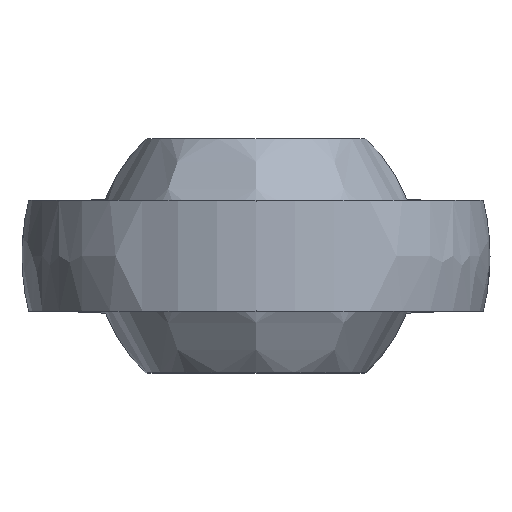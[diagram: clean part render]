
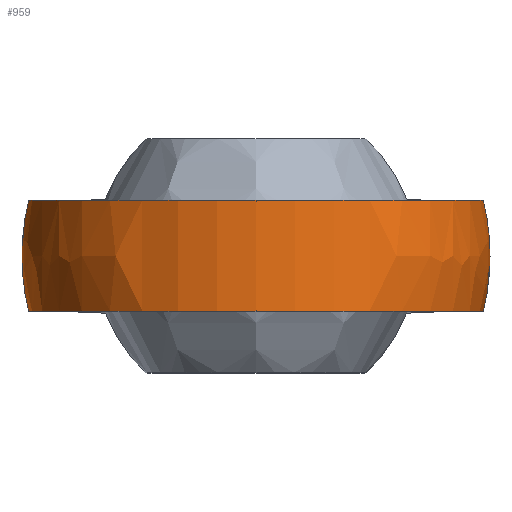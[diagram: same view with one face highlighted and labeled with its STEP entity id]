
A CAD part, top view. The second image highlights one B-rep face of the part: STEP entity #959.
In plain terms, the highlighted free-form (B-spline) face has degree [3, 3] with [4, 4] control points.
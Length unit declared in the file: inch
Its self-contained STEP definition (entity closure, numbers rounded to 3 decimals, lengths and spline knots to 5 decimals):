
#1 = CARTESIAN_POINT ( 'NONE',  ( 0.375, -0.75, 0. ) ) ;
#45 = ORIENTED_EDGE ( 'NONE', *, *, #463, .T. ) ;
#63 = VERTEX_POINT ( 'NONE', #248 ) ;
#76 = CARTESIAN_POINT ( 'NONE',  ( 0., 0., 0. ) ) ;
#79 = DIRECTION ( 'NONE',  ( 0., 0., 1. ) ) ;
#87 = AXIS2_PLACEMENT_3D ( 'NONE', #904, #519, #517 ) ;
#100 = CARTESIAN_POINT ( 'NONE',  ( 0.375, 0., 0. ) ) ;
#104 = CARTESIAN_POINT ( 'NONE',  ( -0.375, 0.75, 0. ) ) ;
#112 = ORIENTED_EDGE ( 'NONE', *, *, #411, .T. ) ;
#117 = AXIS2_PLACEMENT_3D ( 'NONE', #984, #902, #723 ) ;
#119 = DIRECTION ( 'NONE',  ( 0., -1., 0. ) ) ;
#137 = CARTESIAN_POINT ( 'NONE',  ( 0.36429, -0.08897, 0. ) ) ;
#146 = VERTEX_POINT ( 'NONE', #137 ) ;
#173 = AXIS2_PLACEMENT_3D ( 'NONE', #742, #562, #1012 ) ;
#193 = CARTESIAN_POINT ( 'NONE',  ( 0., 0.08897, 0. ) ) ;
#200 = EDGE_CURVE ( 'NONE', #760, #339, #322, .T. ) ;
#207 = FACE_OUTER_BOUND ( 'NONE', #799, .T. ) ;
#209 = DIRECTION ( 'NONE',  ( 1., 0., 0. ) ) ;
#220 = AXIS2_PLACEMENT_3D ( 'NONE', #76, #79, #700 ) ;
#236 = AXIS2_PLACEMENT_3D ( 'NONE', #1115, #558, #209 ) ;
#248 = CARTESIAN_POINT ( 'NONE',  ( 0.375, 0., 0. ) ) ;
#251 = ORIENTED_EDGE ( 'NONE', *, *, #535, .T. ) ;
#256 = EDGE_CURVE ( 'NONE', #635, #339, #584, .T. ) ;
#259 = DIRECTION ( 'NONE',  ( 1., 0., 0. ) ) ;
#261 = ORIENTED_EDGE ( 'NONE', *, *, #891, .T. ) ;
#284 = CARTESIAN_POINT ( 'NONE',  ( 0.375, 0., 0. ) ) ;
#292 = CARTESIAN_POINT ( 'NONE',  ( -0.375, 0., 0. ) ) ;
#322 = CIRCLE ( 'NONE', #843, 0.375 ) ;
#339 = VERTEX_POINT ( 'NONE', #1117 ) ;
#341 = CIRCLE ( 'NONE', #236, 0.375 ) ;
#351 = CARTESIAN_POINT ( 'NONE',  ( 0., -0.08897, 0.36429 ) ) ;
#362 = CARTESIAN_POINT ( 'NONE',  ( -0.375, 0.75, 1.5 ) ) ;
#411 = EDGE_CURVE ( 'NONE', #420, #673, #425, .T. ) ;
#420 = VERTEX_POINT ( 'NONE', #991 ) ;
#421 = ORIENTED_EDGE ( 'NONE', *, *, #256, .T. ) ;
#423 = EDGE_CURVE ( 'NONE', #63, #420, #1049, .T. ) ;
#425 = CIRCLE ( 'NONE', #87, 0.36429 ) ;
#441 = DIRECTION ( 'NONE',  ( 0., 1., 0. ) ) ;
#442 = CARTESIAN_POINT ( 'NONE',  ( 0.375, 0.75, 1.5 ) ) ;
#455 = VERTEX_POINT ( 'NONE', #351 ) ;
#457 = ORIENTED_EDGE ( 'NONE', *, *, #200, .F. ) ;
#463 = EDGE_CURVE ( 'NONE', #455, #146, #549, .T. ) ;
#517 = DIRECTION ( 'NONE',  ( 0., 0., 1. ) ) ;
#519 = DIRECTION ( 'NONE',  ( 0., -1., 0. ) ) ;
#532 = CARTESIAN_POINT ( 'NONE',  ( 0.375, -0.75, 1.5 ) ) ;
#535 = EDGE_CURVE ( 'NONE', #673, #635, #861, .T. ) ;
#549 = CIRCLE ( 'NONE', #553, 0.36429 ) ;
#553 = AXIS2_PLACEMENT_3D ( 'NONE', #899, #441, #620 ) ;
#558 = DIRECTION ( 'NONE',  ( 0., 0., -1. ) ) ;
#562 = DIRECTION ( 'NONE',  ( 0., 0., 1. ) ) ;
#584 = CIRCLE ( 'NONE', #173, 0.375 ) ;
#620 = DIRECTION ( 'NONE',  ( 0., 0., -1. ) ) ;
#621 = ORIENTED_EDGE ( 'NONE', *, *, #423, .T. ) ;
#623 = DIRECTION ( 'NONE',  ( 0., 0., -1. ) ) ;
#635 = VERTEX_POINT ( 'NONE', #925 ) ;
#660 = CARTESIAN_POINT ( 'NONE',  ( 0., 0.08897, 0.36429 ) ) ;
#661 = CARTESIAN_POINT ( 'NONE',  ( -0.375, 0., 0. ) ) ;
#673 = VERTEX_POINT ( 'NONE', #660 ) ;
#699 =( BOUNDED_SURFACE ( )  B_SPLINE_SURFACE ( 3, 3, ( 
 ( #100, #823, #1094, #284 ),
 ( #1099, #442, #532, #1 ),
 ( #104, #362, #818, #1105 ),
 ( #1026, #292, #661, #731 ) ),
 .UNSPECIFIED., .F., .F., .T. ) 
 B_SPLINE_SURFACE_WITH_KNOTS ( ( 4, 4 ),
 ( 4, 4 ),
 ( 0., 1. ),
 ( 0., 1. ),
 .UNSPECIFIED. ) 
 GEOMETRIC_REPRESENTATION_ITEM ( )  RATIONAL_B_SPLINE_SURFACE ( (
 ( 1., 0.333, 0.333, 1.),
 ( 0.333, 0.111, 0.111, 0.333),
 ( 0.333, 0.111, 0.111, 0.333),
 ( 1., 0.333, 0.333, 1.) ) ) 
 REPRESENTATION_ITEM ( '' )  SURFACE ( )  );
#700 = DIRECTION ( 'NONE',  ( 1., 0., 0. ) ) ;
#723 = DIRECTION ( 'NONE',  ( 0., 0., -1. ) ) ;
#731 = CARTESIAN_POINT ( 'NONE',  ( -0.375, 0., 0. ) ) ;
#742 = CARTESIAN_POINT ( 'NONE',  ( 0., 0., 0. ) ) ;
#760 = VERTEX_POINT ( 'NONE', #1129 ) ;
#767 = AXIS2_PLACEMENT_3D ( 'NONE', #193, #119, #910 ) ;
#799 = EDGE_LOOP ( 'NONE', ( #997, #621, #112, #251, #421, #457, #261, #45 ) ) ;
#818 = CARTESIAN_POINT ( 'NONE',  ( -0.375, -0.75, 1.5 ) ) ;
#823 = CARTESIAN_POINT ( 'NONE',  ( 0.375, 0., 0. ) ) ;
#826 = CIRCLE ( 'NONE', #117, 0.36429 ) ;
#843 = AXIS2_PLACEMENT_3D ( 'NONE', #1078, #623, #259 ) ;
#861 = CIRCLE ( 'NONE', #767, 0.36429 ) ;
#891 = EDGE_CURVE ( 'NONE', #760, #455, #826, .T. ) ;
#899 = CARTESIAN_POINT ( 'NONE',  ( 0., -0.08897, 0. ) ) ;
#902 = DIRECTION ( 'NONE',  ( 0., 1., 0. ) ) ;
#904 = CARTESIAN_POINT ( 'NONE',  ( 0., 0.08897, 0. ) ) ;
#910 = DIRECTION ( 'NONE',  ( 0., 0., 1. ) ) ;
#925 = CARTESIAN_POINT ( 'NONE',  ( -0.36429, 0.08897, 0. ) ) ;
#959 = ADVANCED_FACE ( 'NONE', ( #207 ), #699, .T. ) ;
#984 = CARTESIAN_POINT ( 'NONE',  ( 0., -0.08897, 0. ) ) ;
#991 = CARTESIAN_POINT ( 'NONE',  ( 0.36429, 0.08897, 0. ) ) ;
#997 = ORIENTED_EDGE ( 'NONE', *, *, #1041, .F. ) ;
#1012 = DIRECTION ( 'NONE',  ( 1., 0., 0. ) ) ;
#1026 = CARTESIAN_POINT ( 'NONE',  ( -0.375, 0., 0. ) ) ;
#1041 = EDGE_CURVE ( 'NONE', #63, #146, #341, .T. ) ;
#1049 = CIRCLE ( 'NONE', #220, 0.375 ) ;
#1078 = CARTESIAN_POINT ( 'NONE',  ( 0., 0., 0. ) ) ;
#1094 = CARTESIAN_POINT ( 'NONE',  ( 0.375, 0., 0. ) ) ;
#1099 = CARTESIAN_POINT ( 'NONE',  ( 0.375, 0.75, 0. ) ) ;
#1105 = CARTESIAN_POINT ( 'NONE',  ( -0.375, -0.75, 0. ) ) ;
#1115 = CARTESIAN_POINT ( 'NONE',  ( 0., 0., 0. ) ) ;
#1117 = CARTESIAN_POINT ( 'NONE',  ( -0.375, 0., 0. ) ) ;
#1129 = CARTESIAN_POINT ( 'NONE',  ( -0.36429, -0.08897, 0. ) ) ;
